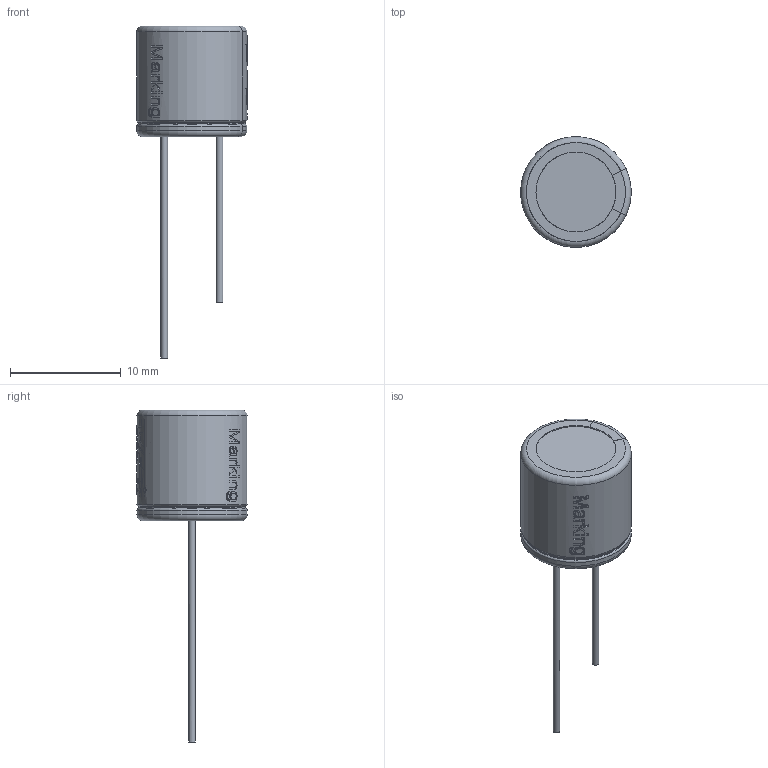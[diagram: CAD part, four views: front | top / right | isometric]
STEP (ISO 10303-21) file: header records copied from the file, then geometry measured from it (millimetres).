
FILE_DESCRIPTION(/* description */ ('Unknown','CAx-IF Rec.Pracs.---Representation and Presentation of Product Manufacturing Information (PMI)---4.0---2014-10-13','CAx-IF Rec.Pracs.---3D Tessellated Geometry---0.4---2014-09-14','2;1'),/* implementation_level */ '2;1');
FILE_NAME(/* name */ 'CP_Wurth_WCAP-PTHT-P5D10L10',/* time_stamp */ '2024-12-30T17:02:48+08:00',/* author */ ('Unknown'),/* organization */ ('Unknown'),/* preprocessor_version */ 'ST-DEVELOPER v16.7',/* originating_system */ 'Solid Edge',/* authorisation */ 'Unknown');
FILE_SCHEMA (('AP242_MANAGED_MODEL_BASED_3D_ENGINEERING_MIM_LF { 1 0 10303 442 1 1 4 }'));
Length unit declared in the file: millimetre
Products named in the file (2): CP_Wurth_WCAP-PTHT-P5D10L10
Assembly tree (1 placements, depth 2):
  CP_Wurth_WCAP-PTHT-P5D10L10
    CP_Wurth_WCAP-PTHT-P5D10L10
Bounding box: 9.97 x 9.98 x 30 mm (x, y, z)
Volume: 769.2 mm3; surface area: 1401.7 mm2
Topology: 3 solids, 3 shells, 503 faces, 1267 edges, 839 vertices
Faces by surface type: plane 306, cylinder 99, bspline 74, torus 24
Full cylindrical faces by diameter (mm): 0.6 x2, 1.111 x1, 1.389 x1, 2.222 x1, 2.5 x1, 3.889 x1, 4.167 x1, 5.833 x1, 6.667 x1, 6.944 x1, 7.222 x2, 8.278 x1, 8.954 x1, 9.449 x1, 9.469 x1, 9.78 x2, 9.8 x2
Entity records: 23462 total; most frequent: CARTESIAN_POINT 8267, ORIENTED_EDGE 2442, DIRECTION 2291, EDGE_CURVE 1221, VERTEX_POINT 835, AXIS2_PLACEMENT_3D 830, LINE 631, VECTOR 631
